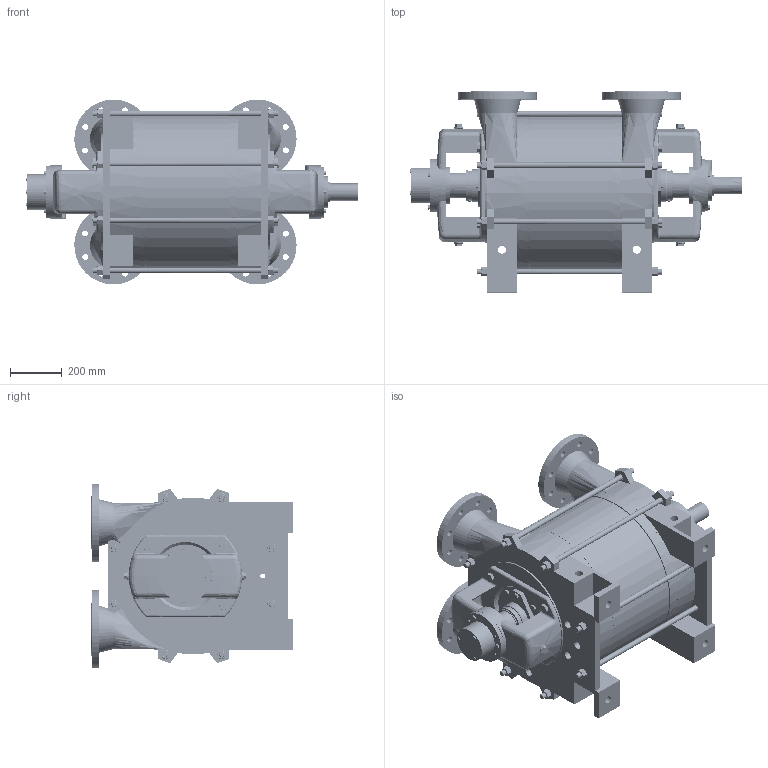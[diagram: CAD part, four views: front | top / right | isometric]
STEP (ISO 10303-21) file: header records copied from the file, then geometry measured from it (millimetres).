
FILE_DESCRIPTION(('FreeCAD Model'),'2;1');
FILE_NAME('Open CASCADE Shape Model','2025-04-29T18:57:15',('FreeCAD'),( 'FreeCAD'),'Open CASCADE STEP processor 7.6','FreeCAD','Unknown');
FILE_SCHEMA(('AUTOMOTIVE_DESIGN { 1 0 10303 214 1 1 1 1 }'));
Products named in the file (1): Open CASCADE STEP translator 7.6 1
Bounding box: 1288.41 x 780.58 x 716.55 mm (x, y, z)
Volume: 107663814.5 mm3; surface area: 13619445.8 mm2
Topology: 147 solids, 147 shells, 5326 faces, 13349 edges, 8299 vertices
Faces by surface type: bspline 5326
Entity records: 280236 total; most frequent: CARTESIAN_POINT 206769, ORIENTED_EDGE 26322, EDGE_CURVE 13161, VERTEX_POINT 8299, B_SPLINE_CURVE_WITH_KNOTS 6632, FACE_BOUND 5936, EDGE_LOOP 5936, ADVANCED_FACE 5326
